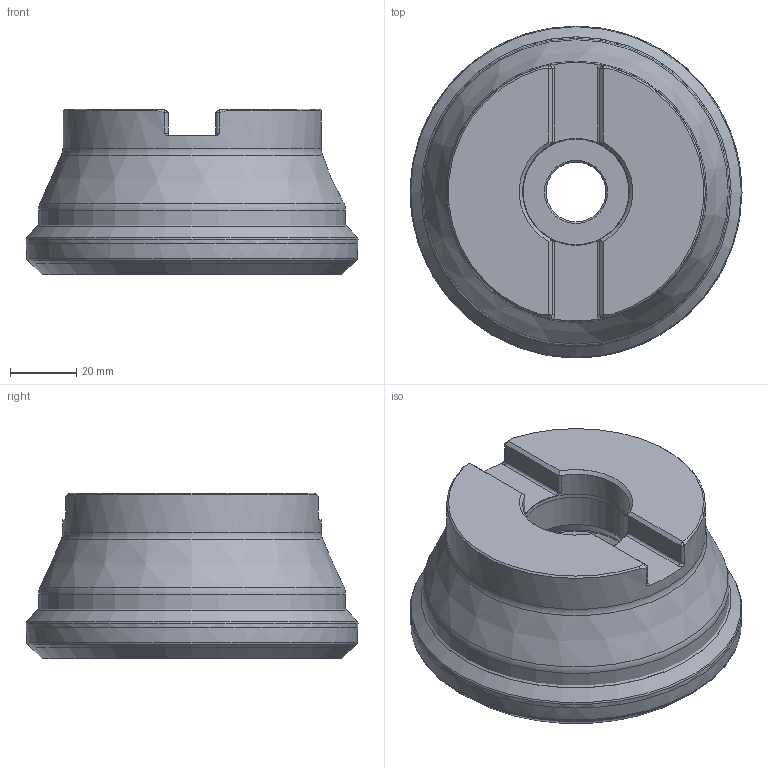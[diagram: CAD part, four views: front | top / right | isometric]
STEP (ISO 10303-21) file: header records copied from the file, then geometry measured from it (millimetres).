
FILE_DESCRIPTION(/* description */ (''),/* implementation_level */ '2;1');
FILE_NAME(/* name */ '90A07R_S45OE06Z_C_115010240ndi000_00_SIM.stp',/* time_stamp */ '2020-01-17T11:07:12+01:00',/* author */ (''),/* organization */ (''),/* preprocessor_version */ 'ST-DEVELOPER v16.7',/* originating_system */ 'SIEMENS PLM Software NX 12.0',/* authorisation */ '');
FILE_SCHEMA (('AUTOMOTIVE_DESIGN { 1 0 10303 214 3 1 1 1 }'));
Length unit declared in the file: millimetre
Products named in the file (1): hc7230580C3A8q7x
Bounding box: 100.08 x 100.08 x 50 mm (x, y, z)
Volume: 284838.2 mm3; surface area: 44128.9 mm2
Topology: 2 solids, 2 shells, 109 faces, 261 edges, 151 vertices
Faces by surface type: revolution 25, cylinder 24, cone 22, plane 19, torus 19
Full cylindrical faces by diameter (mm): 18 x1, 32.008 x1, 32.2 x1, 45.1 x1, 78 x1, 92.558 x1
Entity records: 3029 total; most frequent: CARTESIAN_POINT 824, DIRECTION 451, ORIENTED_EDGE 368, AXIS2_PLACEMENT_3D 189, EDGE_CURVE 184, EDGE_LOOP 168, VERTEX_POINT 134, FACE_BOUND 118
